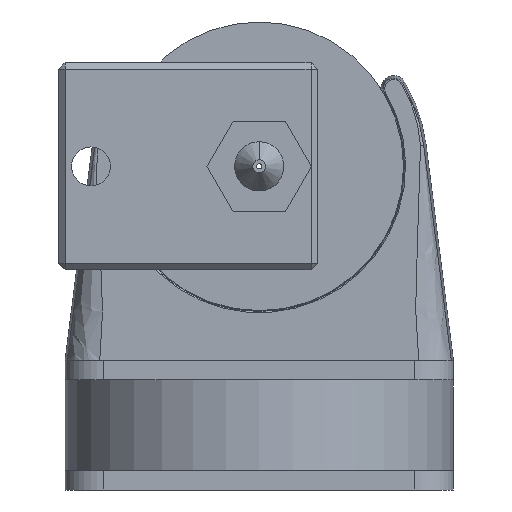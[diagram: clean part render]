
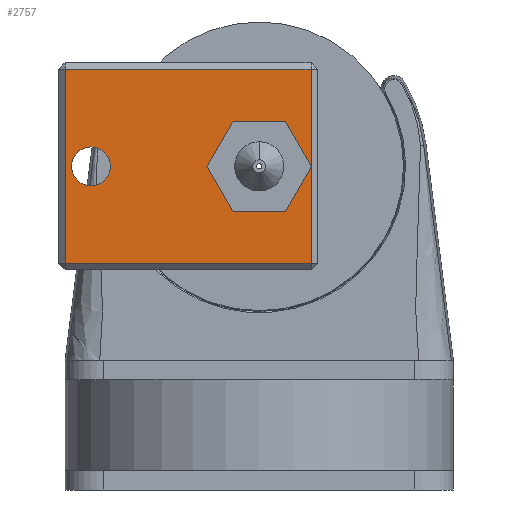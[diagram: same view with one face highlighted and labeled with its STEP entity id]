
A CAD part, front view. The second image highlights one B-rep face of the part: STEP entity #2757.
In plain terms, the highlighted planar face has unit normal (0, -1, 0).
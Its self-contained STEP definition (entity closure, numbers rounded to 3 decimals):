
#121 = EDGE_CURVE ( 'NONE', #8424, #11112, #5796, .T. ) ;
#237 = LINE ( 'NONE', #12544, #13713 ) ;
#268 = CARTESIAN_POINT ( 'NONE',  ( -4.5, 0., 8. ) ) ;
#472 = CARTESIAN_POINT ( 'NONE',  ( 0., 0., 16. ) ) ;
#968 = CARTESIAN_POINT ( 'NONE',  ( -4.5, 0., 8. ) ) ;
#1039 = EDGE_CURVE ( 'NONE', #9861, #12488, #3169, .T. ) ;
#1047 = ORIENTED_EDGE ( 'NONE', *, *, #9408, .T. ) ;
#1618 = CIRCLE ( 'NONE', #2754, 3. ) ;
#2245 = DIRECTION ( 'NONE',  ( -1., 0., 0. ) ) ;
#2372 = CARTESIAN_POINT ( 'NONE',  ( -0.5, 0., 16. ) ) ;
#2754 = AXIS2_PLACEMENT_3D ( 'NONE', #968, #10882, #9701 ) ;
#2757 = ADVANCED_FACE ( 'NONE', ( #2787, #9896, #8337 ), #11620, .F. ) ;
#2787 = FACE_OUTER_BOUND ( 'NONE', #5031, .T. ) ;
#3061 = VERTEX_POINT ( 'NONE', #11336 ) ;
#3169 = CIRCLE ( 'NONE', #5622, 1.5 ) ;
#3206 = VERTEX_POINT ( 'NONE', #14077 ) ;
#3361 = CARTESIAN_POINT ( 'NONE',  ( -17.5, 0., 8. ) ) ;
#3416 = CARTESIAN_POINT ( 'NONE',  ( -0.5, 0., 15.5 ) ) ;
#3440 = DIRECTION ( 'NONE',  ( 0., -1., 0. ) ) ;
#3520 = EDGE_CURVE ( 'NONE', #11112, #3206, #5192, .T. ) ;
#3909 = EDGE_LOOP ( 'NONE', ( #12472, #11586 ) ) ;
#4470 = CARTESIAN_POINT ( 'NONE',  ( -20., 0., 15.5 ) ) ;
#4543 = DIRECTION ( 'NONE',  ( -1., 0., 0. ) ) ;
#4843 = AXIS2_PLACEMENT_3D ( 'NONE', #268, #3440, #4543 ) ;
#4973 = DIRECTION ( 'NONE',  ( -1., 0., 0. ) ) ;
#5031 = EDGE_LOOP ( 'NONE', ( #12097, #9977, #1047, #7610 ) ) ;
#5192 = LINE ( 'NONE', #11369, #10230 ) ;
#5622 = AXIS2_PLACEMENT_3D ( 'NONE', #14315, #13231, #2245 ) ;
#5796 = LINE ( 'NONE', #4470, #12208 ) ;
#5825 = EDGE_LOOP ( 'NONE', ( #7562, #6854 ) ) ;
#6654 = DIRECTION ( 'NONE',  ( -1., 0., 0. ) ) ;
#6842 = CARTESIAN_POINT ( 'NONE',  ( -19., 0., 8. ) ) ;
#6854 = ORIENTED_EDGE ( 'NONE', *, *, #6895, .F. ) ;
#6895 = EDGE_CURVE ( 'NONE', #12488, #9861, #10118, .T. ) ;
#7562 = ORIENTED_EDGE ( 'NONE', *, *, #1039, .F. ) ;
#7610 = ORIENTED_EDGE ( 'NONE', *, *, #121, .T. ) ;
#7712 = DIRECTION ( 'NONE',  ( 0., -1., 0. ) ) ;
#7726 = DIRECTION ( 'NONE',  ( 0., 0., 1. ) ) ;
#8186 = DIRECTION ( 'NONE',  ( 0., 1., 0. ) ) ;
#8242 = EDGE_CURVE ( 'NONE', #8602, #11963, #1618, .T. ) ;
#8337 = FACE_BOUND ( 'NONE', #5825, .T. ) ;
#8415 = AXIS2_PLACEMENT_3D ( 'NONE', #472, #8186, #4973 ) ;
#8424 = VERTEX_POINT ( 'NONE', #3416 ) ;
#8602 = VERTEX_POINT ( 'NONE', #13035 ) ;
#8715 = CARTESIAN_POINT ( 'NONE',  ( -16., 0., 8. ) ) ;
#9042 = LINE ( 'NONE', #2372, #13902 ) ;
#9319 = DIRECTION ( 'NONE',  ( 0., 0., -1. ) ) ;
#9408 = EDGE_CURVE ( 'NONE', #3061, #8424, #9042, .T. ) ;
#9701 = DIRECTION ( 'NONE',  ( -1., 0., 0. ) ) ;
#9861 = VERTEX_POINT ( 'NONE', #6842 ) ;
#9896 = FACE_BOUND ( 'NONE', #3909, .T. ) ;
#9977 = ORIENTED_EDGE ( 'NONE', *, *, #10621, .T. ) ;
#10118 = CIRCLE ( 'NONE', #10267, 1.5 ) ;
#10230 = VECTOR ( 'NONE', #9319, 1000. ) ;
#10267 = AXIS2_PLACEMENT_3D ( 'NONE', #3361, #7712, #6654 ) ;
#10410 = EDGE_CURVE ( 'NONE', #11963, #8602, #11299, .T. ) ;
#10621 = EDGE_CURVE ( 'NONE', #3206, #3061, #237, .T. ) ;
#10882 = DIRECTION ( 'NONE',  ( 0., -1., 0. ) ) ;
#11075 = DIRECTION ( 'NONE',  ( -1., 0., 0. ) ) ;
#11112 = VERTEX_POINT ( 'NONE', #11729 ) ;
#11299 = CIRCLE ( 'NONE', #4843, 3. ) ;
#11336 = CARTESIAN_POINT ( 'NONE',  ( -0.5, 0., 0.5 ) ) ;
#11369 = CARTESIAN_POINT ( 'NONE',  ( -19.5, 0., 16. ) ) ;
#11586 = ORIENTED_EDGE ( 'NONE', *, *, #10410, .F. ) ;
#11620 = PLANE ( 'NONE',  #8415 ) ;
#11729 = CARTESIAN_POINT ( 'NONE',  ( -19.5, 0., 15.5 ) ) ;
#11963 = VERTEX_POINT ( 'NONE', #14102 ) ;
#12041 = DIRECTION ( 'NONE',  ( 1., 0., 0. ) ) ;
#12097 = ORIENTED_EDGE ( 'NONE', *, *, #3520, .T. ) ;
#12208 = VECTOR ( 'NONE', #11075, 1000. ) ;
#12472 = ORIENTED_EDGE ( 'NONE', *, *, #8242, .F. ) ;
#12488 = VERTEX_POINT ( 'NONE', #8715 ) ;
#12544 = CARTESIAN_POINT ( 'NONE',  ( 0., 0., 0.5 ) ) ;
#13035 = CARTESIAN_POINT ( 'NONE',  ( -7.5, 0., 8. ) ) ;
#13231 = DIRECTION ( 'NONE',  ( 0., -1., 0. ) ) ;
#13713 = VECTOR ( 'NONE', #12041, 1000. ) ;
#13902 = VECTOR ( 'NONE', #7726, 1000. ) ;
#14077 = CARTESIAN_POINT ( 'NONE',  ( -19.5, 0., 0.5 ) ) ;
#14102 = CARTESIAN_POINT ( 'NONE',  ( -1.5, 0., 8. ) ) ;
#14315 = CARTESIAN_POINT ( 'NONE',  ( -17.5, 0., 8. ) ) ;
